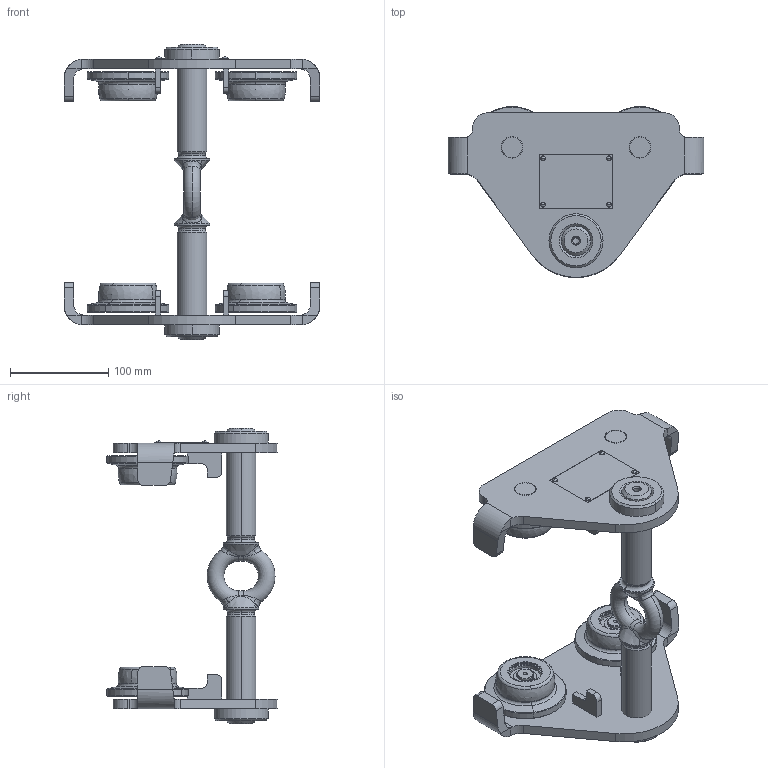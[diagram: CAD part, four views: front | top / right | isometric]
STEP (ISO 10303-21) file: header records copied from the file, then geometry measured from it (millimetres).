
FILE_DESCRIPTION (( 'STEP AP203' ), '1' );
FILE_NAME ('HTP 1t.STEP', '2012-06-28T06:59:30', ( 'Yale Industrial Products GmbH' ), ( 'Yale Industrial Products GmbH' ), 'SwSTEP 2.0', 'SolidWorks 2011', '' );
FILE_SCHEMA (( 'CONFIG_CONTROL_DESIGN' ));
Length unit declared in the file: millimetre
Products named in the file (1): HTP 1t
Bounding box: 260 x 173.3 x 300 mm (x, y, z)
Surface area: 251947.1 mm2 (no closed solid volume)
Topology: 0 solids, 39 shells, 414 faces, 1092 edges, 719 vertices
Faces by surface type: cylinder 151, plane 109, cone 78, torus 36, bspline 24, sphere 16
Entity records: 15512 total; most frequent: CARTESIAN_POINT 5106, DIRECTION 2365, ORIENTED_EDGE 1940, EDGE_CURVE 1072, AXIS2_PLACEMENT_3D 974, VERTEX_POINT 707, CIRCLE 583, EDGE_LOOP 472
